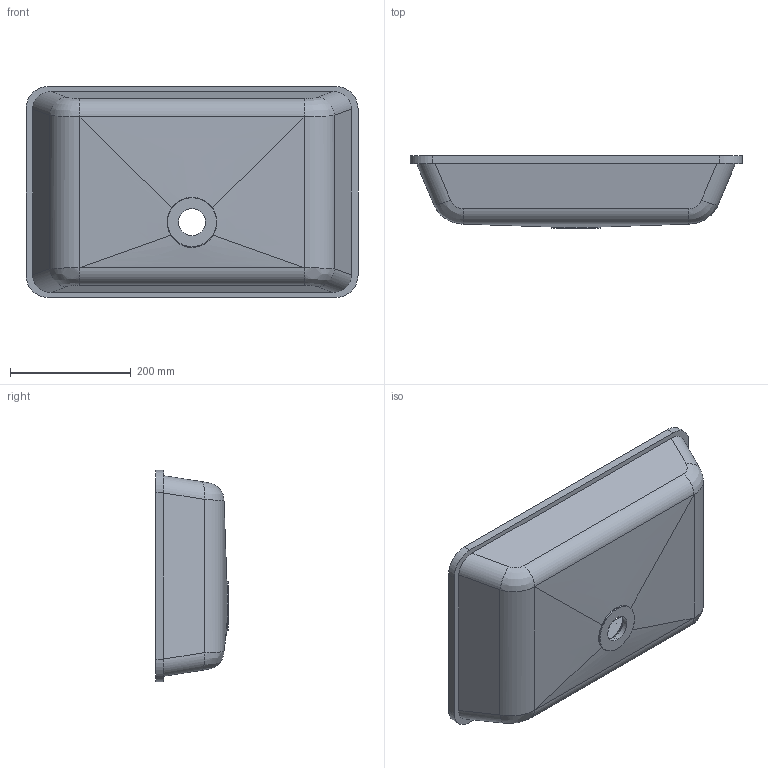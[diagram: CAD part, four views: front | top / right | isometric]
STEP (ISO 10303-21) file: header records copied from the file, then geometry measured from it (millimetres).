
FILE_DESCRIPTION (( 'STEP AP214' ), '1' );
FILE_NAME ('ERA-6.STEP', '2021-07-19T05:21:28', ( '' ), ( '' ), 'SwSTEP 2.0', 'SolidWorks 2020', '' );
FILE_SCHEMA (( 'AUTOMOTIVE_DESIGN' ));
Length unit declared in the file: millimetre
Products named in the file (1): ERA-6
Bounding box: 550 x 120 x 350 mm (x, y, z)
Volume: 5322932.5 mm3; surface area: 680340.9 mm2
Topology: 2 solids, 2 shells, 75 faces, 182 edges, 112 vertices
Faces by surface type: plane 25, cylinder 24, bspline 20, cone 4, torus 2
Entity records: 6283 total; most frequent: CARTESIAN_POINT 4652, ORIENTED_EDGE 364, DIRECTION 280, EDGE_CURVE 182, VERTEX_POINT 112, AXIS2_PLACEMENT_3D 96, VECTOR 88, LINE 88
